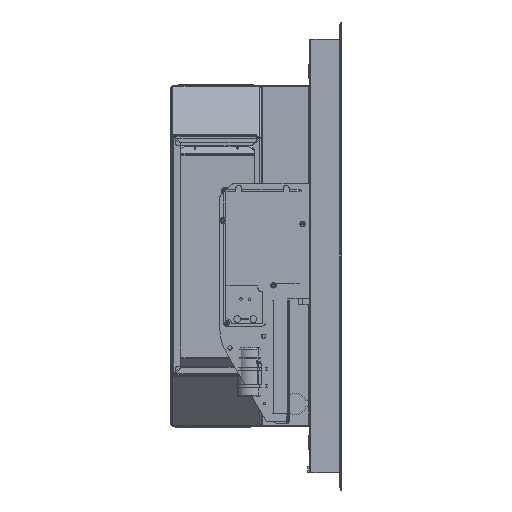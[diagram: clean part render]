
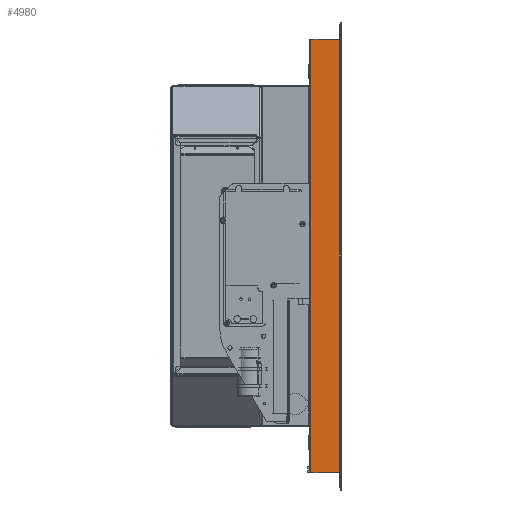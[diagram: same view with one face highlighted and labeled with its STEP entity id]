
A CAD part, left-side view. The second image highlights one B-rep face of the part: STEP entity #4980.
In plain terms, the highlighted planar face has unit normal (-1, 0, 0).
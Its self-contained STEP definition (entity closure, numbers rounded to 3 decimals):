
#1634 = DIRECTION ( 'NONE',  ( 0., -1., 0. ) ) ;
#1826 = EDGE_LOOP ( 'NONE', ( #39168, #4596, #35915, #72930 ) ) ;
#2308 = DIRECTION ( 'NONE',  ( 1., 0., 0. ) ) ;
#4596 = ORIENTED_EDGE ( 'NONE', *, *, #18288, .F. ) ;
#4980 = ADVANCED_FACE ( 'NONE', ( #48662 ), #43357, .F. ) ;
#13481 = VERTEX_POINT ( 'NONE', #23736 ) ;
#14993 = CARTESIAN_POINT ( 'NONE',  ( -430., -59.4, 253.929 ) ) ;
#17515 = EDGE_CURVE ( 'NONE', #23561, #13481, #73124, .T. ) ;
#18288 = EDGE_CURVE ( 'NONE', #43424, #23561, #29251, .T. ) ;
#18360 = DIRECTION ( 'NONE',  ( 0., 0., -1. ) ) ;
#23561 = VERTEX_POINT ( 'NONE', #14993 ) ;
#23736 = CARTESIAN_POINT ( 'NONE',  ( -430., -59.4, -253.929 ) ) ;
#27195 = DIRECTION ( 'NONE',  ( 0., -1., 0. ) ) ;
#29251 = LINE ( 'NONE', #72835, #45040 ) ;
#32017 = LINE ( 'NONE', #62923, #63720 ) ;
#35915 = ORIENTED_EDGE ( 'NONE', *, *, #41552, .F. ) ;
#37930 = CARTESIAN_POINT ( 'NONE',  ( -430., -25., -254. ) ) ;
#39168 = ORIENTED_EDGE ( 'NONE', *, *, #17515, .F. ) ;
#40673 = AXIS2_PLACEMENT_3D ( 'NONE', #37930, #2308, #43867 ) ;
#41030 = VERTEX_POINT ( 'NONE', #55223 ) ;
#41473 = VECTOR ( 'NONE', #18360, 1000. ) ;
#41552 = EDGE_CURVE ( 'NONE', #41030, #43424, #59930, .T. ) ;
#42947 = EDGE_CURVE ( 'NONE', #41030, #13481, #32017, .T. ) ;
#43357 = PLANE ( 'NONE',  #40673 ) ;
#43424 = VERTEX_POINT ( 'NONE', #57806 ) ;
#43867 = DIRECTION ( 'NONE',  ( 0., 1., 0. ) ) ;
#44063 = VECTOR ( 'NONE', #74921, 1000. ) ;
#44976 = CARTESIAN_POINT ( 'NONE',  ( -430., -25.6, -254. ) ) ;
#45040 = VECTOR ( 'NONE', #1634, 1000. ) ;
#48008 = CARTESIAN_POINT ( 'NONE',  ( -430., -59.4, 253.929 ) ) ;
#48662 = FACE_OUTER_BOUND ( 'NONE', #1826, .T. ) ;
#55223 = CARTESIAN_POINT ( 'NONE',  ( -430., -25.6, -253.929 ) ) ;
#57806 = CARTESIAN_POINT ( 'NONE',  ( -430., -25.6, 253.929 ) ) ;
#59930 = LINE ( 'NONE', #44976, #44063 ) ;
#62923 = CARTESIAN_POINT ( 'NONE',  ( -430., -25., -253.929 ) ) ;
#63720 = VECTOR ( 'NONE', #27195, 1000. ) ;
#72835 = CARTESIAN_POINT ( 'NONE',  ( -430., -25., 253.929 ) ) ;
#72930 = ORIENTED_EDGE ( 'NONE', *, *, #42947, .T. ) ;
#73124 = LINE ( 'NONE', #48008, #41473 ) ;
#74921 = DIRECTION ( 'NONE',  ( 0., 0., 1. ) ) ;
